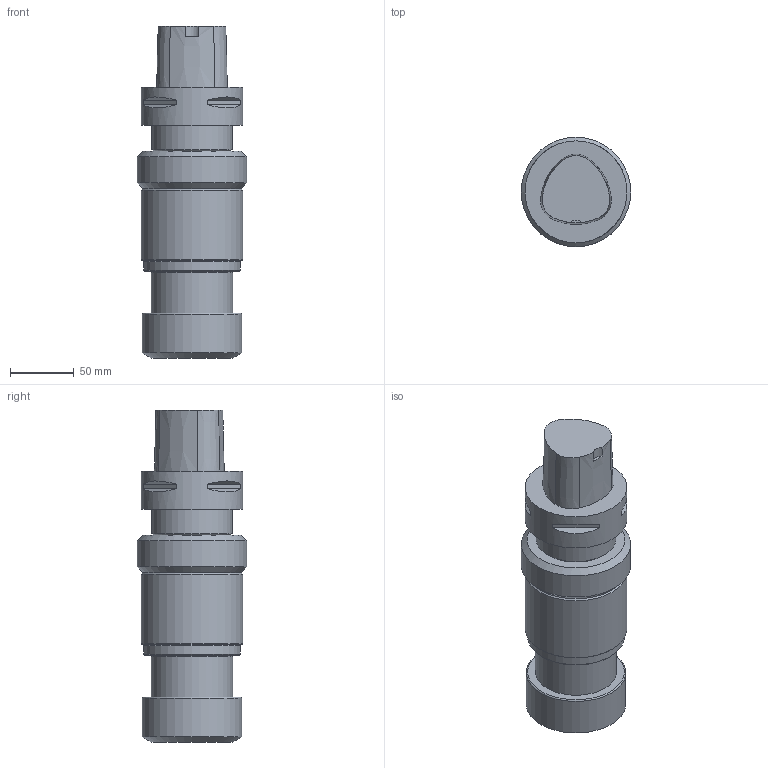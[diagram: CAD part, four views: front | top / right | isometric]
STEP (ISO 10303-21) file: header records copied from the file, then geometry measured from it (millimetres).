
FILE_DESCRIPTION(/* description */ (''),/* implementation_level */ '2;1');
FILE_NAME(/* name */ '1525683157447.stp',/* time_stamp */ '2018-05-07T10:52:47+02:00',/* author */ (''),/* organization */ ('SMS'),/* preprocessor_version */ 'ST-DEVELOPER v15',/* originating_system */ 'SIEMENS PLM Software NX 8.5',/* authorisation */ '');
FILE_SCHEMA (('AUTOMOTIVE_DESIGN { 1 0 10303 214 3 1 1 1 }'));
Length unit declared in the file: millimetre
Products named in the file (1): 112029249mod000_00
Bounding box: 86 x 86 x 260.5 mm (x, y, z)
Volume: 1075993.7 mm3; surface area: 76465.2 mm2
Topology: 1 solids, 1 shells, 46 faces, 89 edges, 59 vertices
Faces by surface type: plane 22, cone 15, cylinder 8, torus 1
Full cylindrical faces by diameter (mm): 63 x1, 63.819 x1, 75.915 x1, 78 x1, 79.995 x1, 80 x1, 85.997 x1
Entity records: 1167 total; most frequent: DIRECTION 218, CARTESIAN_POINT 187, ORIENTED_EDGE 144, AXIS2_PLACEMENT_3D 98, EDGE_LOOP 74, EDGE_CURVE 72, VERTEX_POINT 56, FACE_BOUND 52
